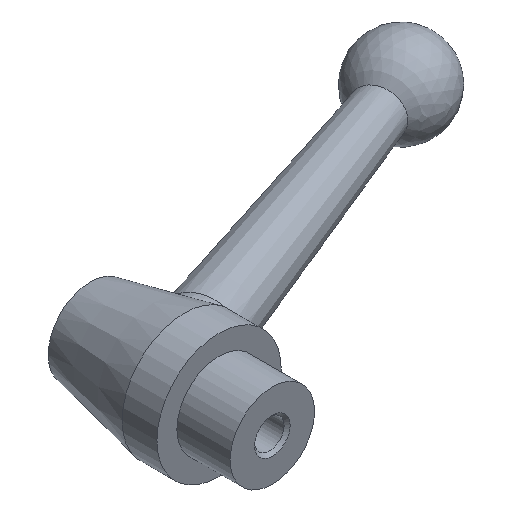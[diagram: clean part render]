
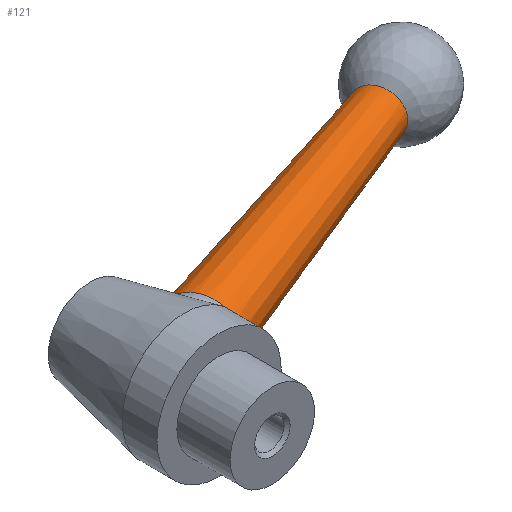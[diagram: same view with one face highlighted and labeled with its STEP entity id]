
A CAD part, isometric view. The second image highlights one B-rep face of the part: STEP entity #121.
In plain terms, the highlighted conical face has half-angle 2 degrees and reference radius 7.524 mm.
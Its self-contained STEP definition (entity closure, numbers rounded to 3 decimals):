
#121 = ADVANCED_FACE( '', ( #251, #252 ), #253, .T. );
#251 = FACE_BOUND( '', #381, .T. );
#252 = FACE_OUTER_BOUND( '', #382, .T. );
#253 = CONICAL_SURFACE( '', #383, 7.523, 0.035 );
#381 = EDGE_LOOP( '', ( #673 ) );
#382 = EDGE_LOOP( '', ( #674, #675 ) );
#383 = AXIS2_PLACEMENT_3D( '', #676, #677, #678 );
#673 = ORIENTED_EDGE( '', *, *, #837, .F. );
#674 = ORIENTED_EDGE( '', *, *, #818, .T. );
#675 = ORIENTED_EDGE( '', *, *, #762, .T. );
#676 = CARTESIAN_POINT( '', ( 12.073, 28.185, 0. ) );
#677 = DIRECTION( '', ( -0.94, -0.342, 0. ) );
#678 = DIRECTION( '', ( 0.342, -0.94, 0. ) );
#762 = EDGE_CURVE( '', #915, #916, #917, .T. );
#818 = EDGE_CURVE( '', #916, #915, #995, .T. );
#837 = EDGE_CURVE( '', #1017, #1017, #1018, .T. );
#915 = VERTEX_POINT( '', #1122 );
#916 = VERTEX_POINT( '', #1123 );
#917 = B_SPLINE_CURVE_WITH_KNOTS( '', 3, ( #1124, #1125, #1126, #1127, #1128, #1129, #1130, #1131, #1132, #1133, #1134, #1135, #1136, #1137, #1138, #1139, #1140, #1141, #1142, #1143, #1144, #1145 ), .UNSPECIFIED., .F., .F., ( 4, 2, 2, 2, 2, 2, 2, 2, 2, 2, 4 ), ( 0.004, 0.005, 0.006, 0.007, 0.009, 0.01, 0.01, 0.011, 0.012, 0.012, 0.014 ), .UNSPECIFIED. );
#995 = CIRCLE( '', #1335, 7.523 );
#1017 = VERTEX_POINT( '', #1368 );
#1018 = CIRCLE( '', #1369, 5.186 );
#1122 = CARTESIAN_POINT( '', ( 10.034, 33.788, -4.588 ) );
#1123 = CARTESIAN_POINT( '', ( 10.034, 33.788, 4.588 ) );
#1124 = CARTESIAN_POINT( '', ( 10.034, 33.788, -4.588 ) );
#1125 = CARTESIAN_POINT( '', ( 10.112, 34.064, -4.276 ) );
#1126 = CARTESIAN_POINT( '', ( 10.189, 34.314, -3.946 ) );
#1127 = CARTESIAN_POINT( '', ( 10.334, 34.761, -3.247 ) );
#1128 = CARTESIAN_POINT( '', ( 10.401, 34.957, -2.877 ) );
#1129 = CARTESIAN_POINT( '', ( 10.516, 35.284, -2.092 ) );
#1130 = CARTESIAN_POINT( '', ( 10.562, 35.409, -1.69 ) );
#1131 = CARTESIAN_POINT( '', ( 10.625, 35.58, -0.861 ) );
#1132 = CARTESIAN_POINT( '', ( 10.642, 35.625, -0.43 ) );
#1133 = CARTESIAN_POINT( '', ( 10.642, 35.626, 0.419 ) );
#1134 = CARTESIAN_POINT( '', ( 10.626, 35.583, 0.84 ) );
#1135 = CARTESIAN_POINT( '', ( 10.579, 35.456, 1.465 ) );
#1136 = CARTESIAN_POINT( '', ( 10.56, 35.403, 1.674 ) );
#1137 = CARTESIAN_POINT( '', ( 10.515, 35.278, 2.079 ) );
#1138 = CARTESIAN_POINT( '', ( 10.489, 35.206, 2.278 ) );
#1139 = CARTESIAN_POINT( '', ( 10.432, 35.045, 2.666 ) );
#1140 = CARTESIAN_POINT( '', ( 10.401, 34.956, 2.857 ) );
#1141 = CARTESIAN_POINT( '', ( 10.335, 34.761, 3.23 ) );
#1142 = CARTESIAN_POINT( '', ( 10.299, 34.654, 3.414 ) );
#1143 = CARTESIAN_POINT( '', ( 10.19, 34.315, 3.946 ) );
#1144 = CARTESIAN_POINT( '', ( 10.112, 34.063, 4.277 ) );
#1145 = CARTESIAN_POINT( '', ( 10.034, 33.788, 4.588 ) );
#1335 = AXIS2_PLACEMENT_3D( '', #1462, #1463, #1464 );
#1368 = CARTESIAN_POINT( '', ( 73.192, 55.949, 0. ) );
#1369 = AXIS2_PLACEMENT_3D( '', #1476, #1477, #1478 );
#1462 = CARTESIAN_POINT( '', ( 12.073, 28.185, 0. ) );
#1463 = DIRECTION( '', ( 0.94, 0.342, 0. ) );
#1464 = DIRECTION( '', ( -0.342, 0.94, 0. ) );
#1476 = CARTESIAN_POINT( '', ( 74.966, 51.076, 0. ) );
#1477 = DIRECTION( '', ( 0.94, 0.342, 0. ) );
#1478 = DIRECTION( '', ( -0.342, 0.94, 0. ) );
